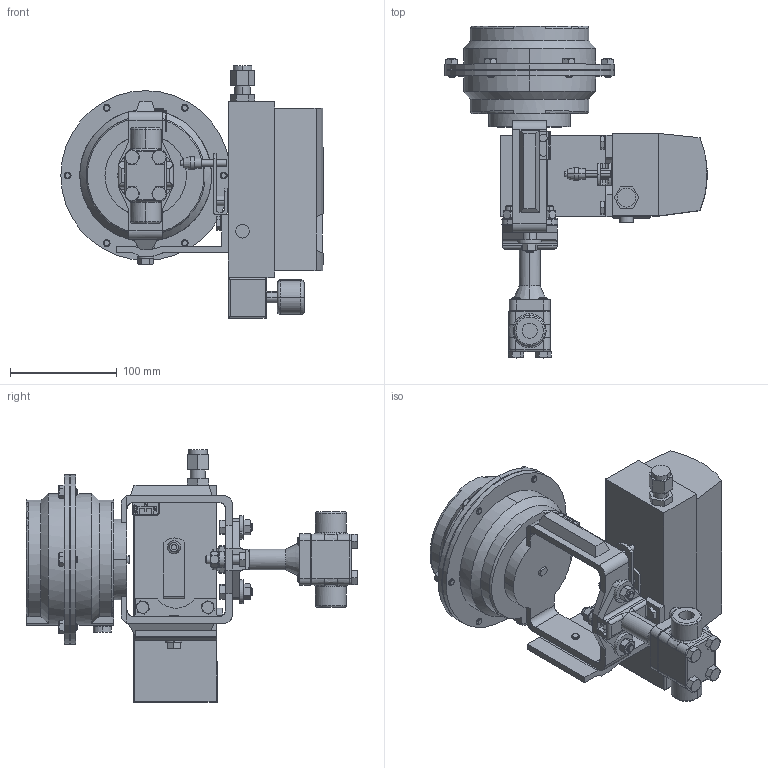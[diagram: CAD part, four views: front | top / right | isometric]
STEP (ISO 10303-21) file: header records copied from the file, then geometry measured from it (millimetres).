
FILE_DESCRIPTION (( 'STEP AP203' ), '1' );
FILE_NAME ('708SP-025-CS+S6-SW-14M-16IQ.STEP', '2017-09-14T12:24:57', ( '' ), ( '' ), 'SwSTEP 2.0', 'SolidWorks 2014', '' );
FILE_SCHEMA (( 'CONFIG_CONTROL_DESIGN' ));
Products named in the file (1): 708SP-025-CS+S6-SW-14M-16IQ
Bounding box: 245.46 x 310.48 x 236.54 mm (x, y, z)
Volume: 2569509.6 mm3; surface area: 248733.8 mm2
Topology: 3 solids, 3 shells, 972 faces, 2382 edges, 1479 vertices
Faces by surface type: plane 443, cylinder 218, cone 183, bspline 82, torus 44, sphere 2
Entity records: 36618 total; most frequent: CARTESIAN_POINT 14409, ORIENTED_EDGE 4748, DIRECTION 4354, EDGE_CURVE 2374, AXIS2_PLACEMENT_3D 1589, VERTEX_POINT 1479, VECTOR 1176, LINE 1176
